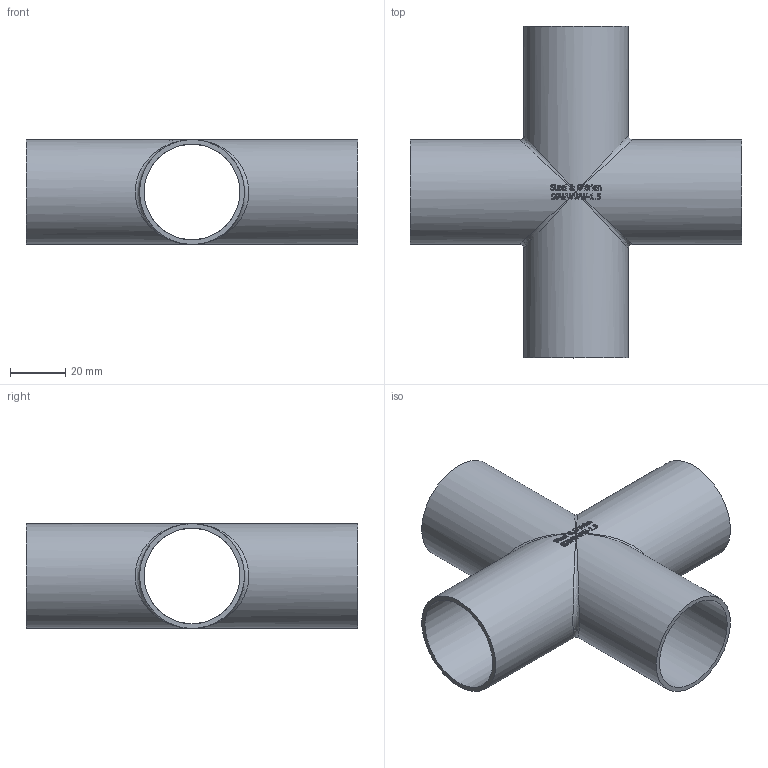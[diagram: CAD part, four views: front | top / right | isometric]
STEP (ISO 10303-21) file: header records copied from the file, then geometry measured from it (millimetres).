
FILE_DESCRIPTION(/* description */ (''),/* implementation_level */ '2;1');
FILE_NAME(/* name */ 'S9WWWW-15.stp',/* time_stamp */ '2018-11-30T11:32:48-05:00',/* author */ ('rick'),/* organization */ (''),/* preprocessor_version */ 'ST-DEVELOPER v15.2',/* originating_system */ 'Autodesk Inventor 2014',/* authorisation */ '');
FILE_SCHEMA (('CONFIG_CONTROL_DESIGN','AUTOMOTIVE_DESIGN { 1 0 10303 214 3 1 1 }'));
Length unit declared in the file: inch
Products named in the file (1): S9WWWW-15
Bounding box: 120.65 x 120.65 x 38.1 mm (x, y, z)
Volume: 36886.9 mm3; surface area: 45331.9 mm2
Topology: 1 solids, 1 shells, 416 faces, 1182 edges, 777 vertices
Faces by surface type: bspline 193, plane 167, cylinder 56
Full cylindrical faces by diameter (mm): 34.798 x4, 38.1 x4
Entity records: 17179 total; most frequent: CARTESIAN_POINT 7627, ORIENTED_EDGE 2282, DIRECTION 1457, EDGE_CURVE 1141, VERTEX_POINT 760, AXIS2_PLACEMENT_3D 496, LINE 465, VECTOR 465
